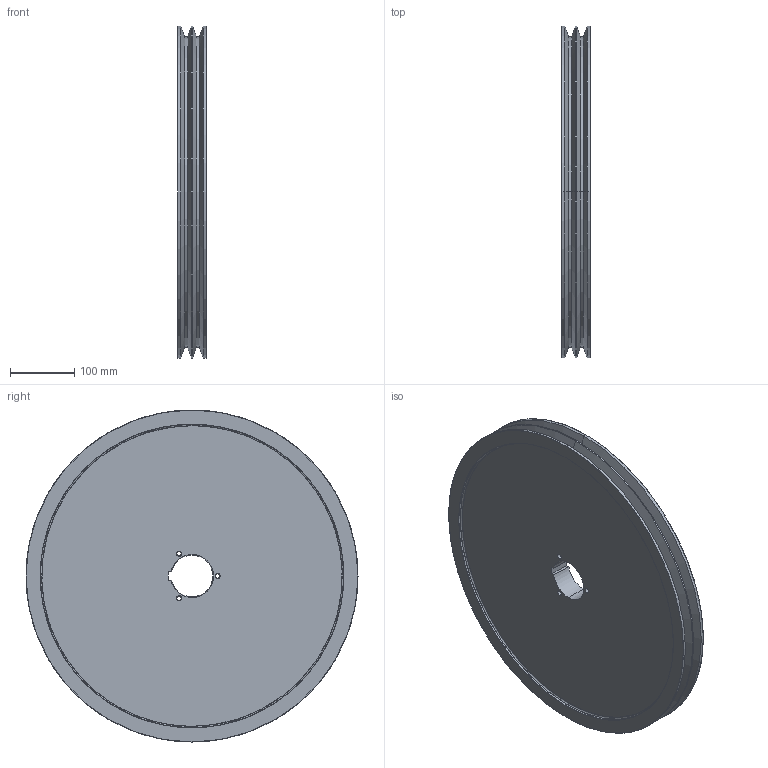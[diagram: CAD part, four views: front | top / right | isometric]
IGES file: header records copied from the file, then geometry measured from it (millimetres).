
Start section: SolidWorks IGES file using analytic representation for surfaces
Global section: file name: 2B2B5V207242332587133.igs; native system: SolidWorks 2017; preprocessor: SolidWorks 2017; author: partstream; date: 170724.233310; units: inch
Bounding box: 43.65 x 515.11 x 515.11 mm (x, y, z)
Surface area: 575821.4 mm2 (no closed solid volume)
Topology: 0 solids, 0 shells, 89 faces, 1126 edges, 1126 vertices
Faces by surface type: bspline 52, revolution 37
